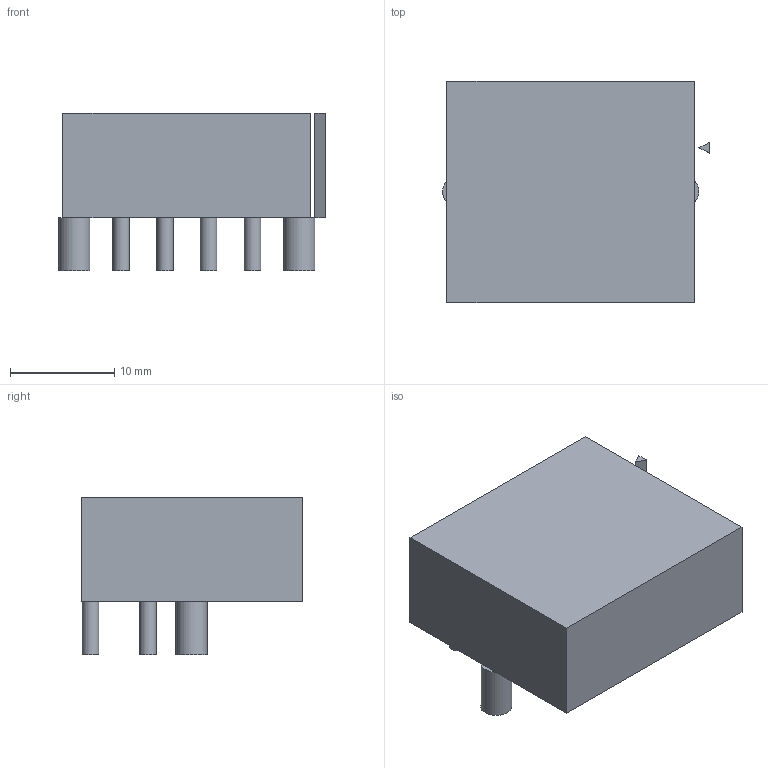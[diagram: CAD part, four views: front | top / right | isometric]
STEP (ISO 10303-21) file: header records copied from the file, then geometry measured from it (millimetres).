
FILE_DESCRIPTION(('FreeCAD Model'),'2;1');
FILE_NAME('15564039.2.1.stp','2022-06-28T09:25:46',( 'Author'),(''),'Open CASCADE STEP processor 6.9','FreeCAD','Unknown' );
FILE_SCHEMA(('AUTOMOTIVE_DESIGN { 1 0 10303 214 1 1 1 1 }'));
Length unit declared in the file: millimetre
Products named in the file (3): ASSEMBLY; Body; Leads
Assembly tree (2 placements, depth 2):
  ASSEMBLY
    Body
    Leads
Bounding box: 25.6 x 21.3 x 15.1 mm (x, y, z)
Volume: 5228.5 mm3; surface area: 2310.9 mm2
Topology: 12 solids, 12 shells, 41 faces, 51 edges, 34 vertices
Faces by surface type: plane 31, cylinder 10
Full cylindrical faces by diameter (mm): 1.6 x8, 3 x2
Entity records: 1624 total; most frequent: DIRECTION 261, CARTESIAN_POINT 231, LINE 113, VECTOR 113, ORIENTED_EDGE 102, PCURVE 102, DEFINITIONAL_REPRESENTATION 102, AXIS2_PLACEMENT_3D 64
